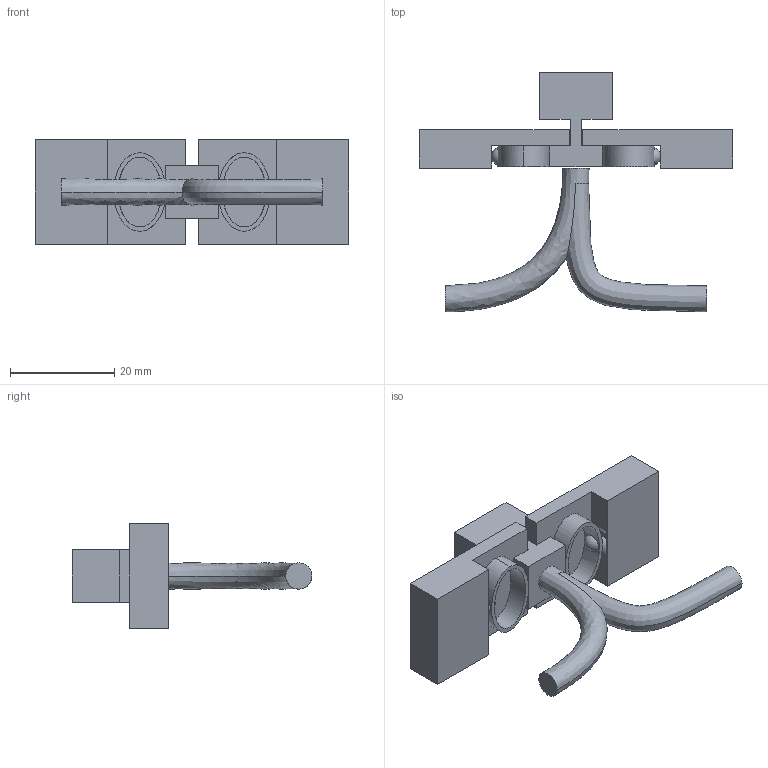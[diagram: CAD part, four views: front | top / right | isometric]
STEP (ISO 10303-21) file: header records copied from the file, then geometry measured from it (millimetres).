
FILE_DESCRIPTION(/* description */ (''),/* implementation_level */ '2;1');
FILE_NAME(/* name */ 'Input-Slider-Pipe.step',/* time_stamp */ '2022-04-06T17:18:41+01:00',/* author */ (''),/* organization */ (''),/* preprocessor_version */ 'ST-DEVELOPER v18.1',/* originating_system */ 'Autodesk Translation Framework v10.13.0.1454',/* authorisation */ '');
FILE_SCHEMA (('AUTOMOTIVE_DESIGN { 1 0 10303 214 3 1 1 }'));
Length unit declared in the file: millimetre
Products named in the file (1): Slider_for Plug-in
Bounding box: 60 x 45.9 x 20 mm (x, y, z)
Volume: 9339.7 mm3; surface area: 6593.6 mm2
Topology: 6 solids, 6 shells, 63 faces, 139 edges, 94 vertices
Faces by surface type: plane 45, bspline 10, cylinder 4, sphere 4
Entity records: 2805 total; most frequent: CARTESIAN_POINT 1408, ORIENTED_EDGE 278, DIRECTION 248, EDGE_CURVE 139, LINE 100, VECTOR 100, VERTEX_POINT 94, AXIS2_PLACEMENT_3D 74
